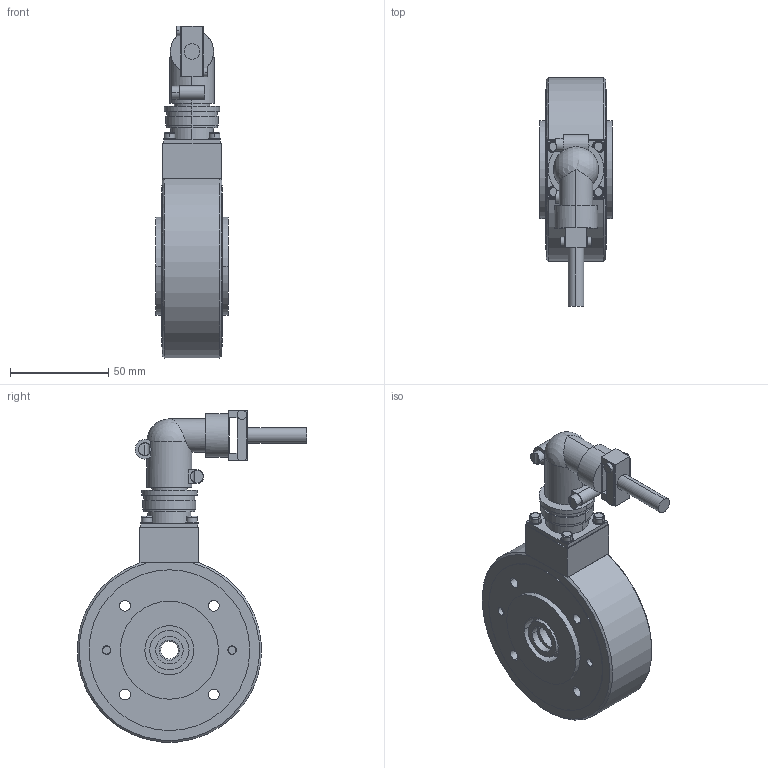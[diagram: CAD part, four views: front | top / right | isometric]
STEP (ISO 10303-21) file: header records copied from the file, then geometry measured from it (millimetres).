
FILE_DESCRIPTION((''),'2;1');
FILE_NAME('50034.stp','2007-01-11T16:33:45',(''),(''),'Mechanical Desktop 2007','Mechanical Desktop 2007',', , ');
FILE_SCHEMA(('CONFIG_CONTROL_DESIGN'));
Length unit declared in the file: millimetre
Products named in the file (25): L50034; L4900504; L49014; TEIL1AAAA; L49013; TEIL1; L4340304; TEIL1AAA; V_RING_V14A; V_RING_V14AA; I-6KT_SCHRAUBE_M5X25_NK; I-6KT_SCHRAUBE_M5X25_NKA; I-6KT_SCHRAUBE_M3X25; I-6KT_SCHRAUBE_M3X25A; L49026; TEIL1A; FEDERRING_M3A; FEDERRING_M3; SICHERUNGSRINGV_J26; SICHERUNGSRINGV_J26A; PENDELKUGELLAGER_129TV; PENDELKUGELLAGER_129TVA; FLANSCHDOSE_WINKEL_AMPH_4-POLIG; TEIL1AA; Flanschdose_14S-2P 4-polig
Assembly tree (33 placements, depth 3):
  L50034
    L4900504
    L49014
      TEIL1AAAA
    L49013
      TEIL1
    L4340304  x2
      TEIL1AAA
    V_RING_V14A  x2
      V_RING_V14AA
    I-6KT_SCHRAUBE_M5X25_NK  x2
      I-6KT_SCHRAUBE_M5X25_NKA
    I-6KT_SCHRAUBE_M3X25  x4
      I-6KT_SCHRAUBE_M3X25A
    L49026
      TEIL1A
    FEDERRING_M3A  x4
      FEDERRING_M3
    SICHERUNGSRINGV_J26
      SICHERUNGSRINGV_J26A
    PENDELKUGELLAGER_129TV
      PENDELKUGELLAGER_129TVA
    FLANSCHDOSE_WINKEL_AMPH_4-POLIG
      TEIL1AA
    Flanschdose_14S-2P 4-polig
Bounding box: 37 x 116.94 x 169.33 mm (x, y, z)
Volume: 251031.6 mm3; surface area: 90846.2 mm2
Topology: 21 solids, 21 shells, 413 faces, 998 edges, 657 vertices
Faces by surface type: cylinder 237, plane 125, cone 26, torus 20, bspline 4, sphere 1
Entity records: 10444 total; most frequent: CARTESIAN_POINT 2108, DIRECTION 1841, ORIENTED_EDGE 1516, AXIS2_PLACEMENT_3D 770, EDGE_CURVE 758, VERTEX_POINT 501, EDGE_LOOP 431, CIRCLE 430
